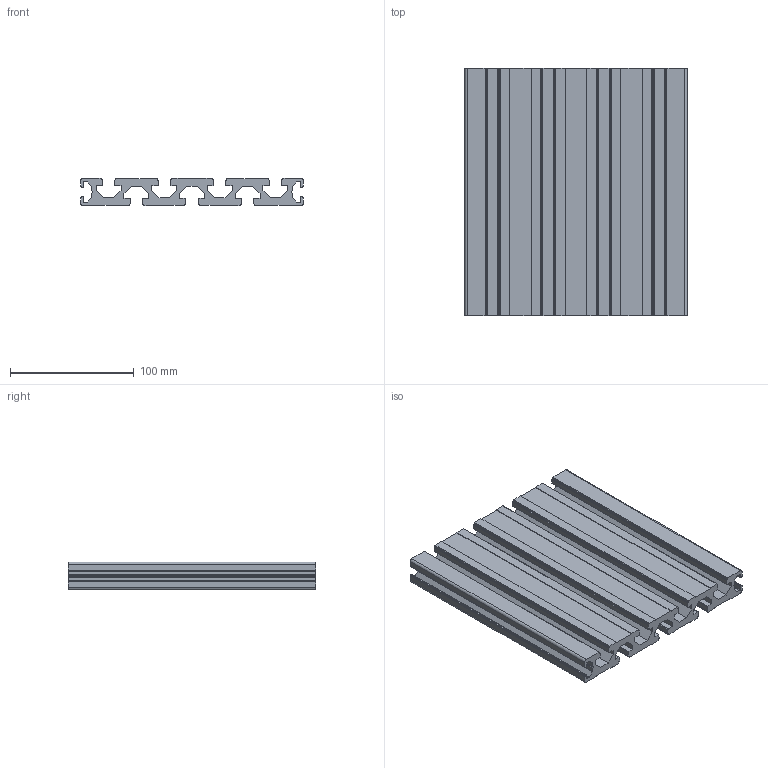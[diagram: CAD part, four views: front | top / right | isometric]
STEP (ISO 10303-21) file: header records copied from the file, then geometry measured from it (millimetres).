
FILE_DESCRIPTION(/* description */ ('Aluminiumprofil 22,5x180'),/* implementation_level */ '2;1');
FILE_NAME(/* name */ 'Syskomp 411990345 Aluminiumprofil 22,5x180.stp',/* time_stamp */ '2017-09-07T11:19:15+02:00',/* author */ ('wheldmann'),/* organization */ (''),/* preprocessor_version */ 'ST-DEVELOPER v16.1',/* originating_system */ 'Autodesk Inventor 2016',/* authorisation */ ' ');
FILE_SCHEMA (('AUTOMOTIVE_DESIGN { 1 0 10303 214 3 1 1 }'));
Length unit declared in the file: millimetre
Products named in the file (1): 411990345 Aluminiumprofil 22,5x180 - 200
Bounding box: 180 x 200 x 22.5 mm (x, y, z)
Volume: 429603.6 mm3; surface area: 159922 mm2
Topology: 1 solids, 1 shells, 242 faces, 720 edges, 480 vertices
Faces by surface type: plane 166, cylinder 76
Entity records: 8120 total; most frequent: CARTESIAN_POINT 1443, ORIENTED_EDGE 1440, DIRECTION 1358, EDGE_CURVE 720, LINE 568, VECTOR 568, VERTEX_POINT 480, AXIS2_PLACEMENT_3D 395
